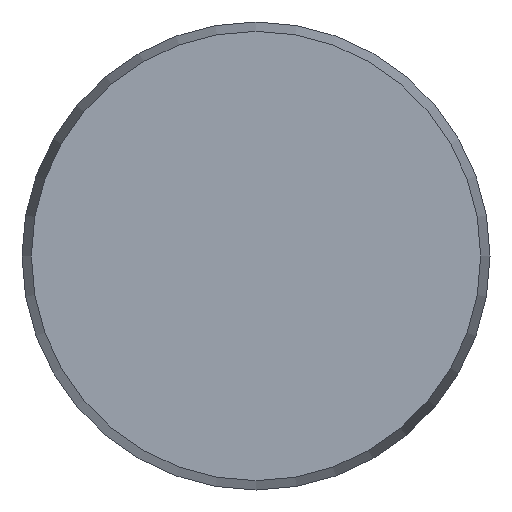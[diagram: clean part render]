
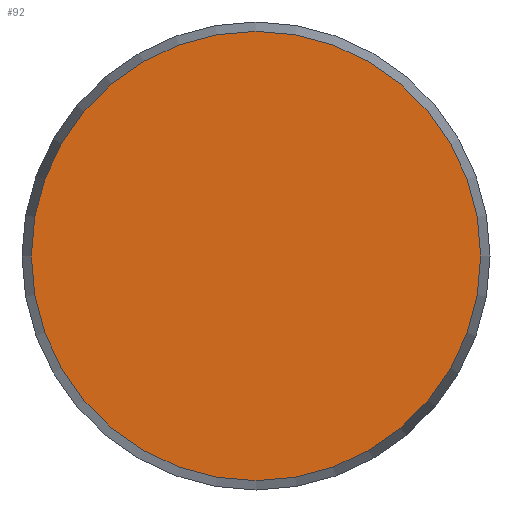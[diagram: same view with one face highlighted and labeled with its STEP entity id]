
A CAD part, front view. The second image highlights one B-rep face of the part: STEP entity #92.
In plain terms, the highlighted planar face has unit normal (0, -1, 0).
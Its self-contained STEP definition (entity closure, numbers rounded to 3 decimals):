
#92 = ADVANCED_FACE( '', ( #223 ), #224, .F. );
#223 = FACE_OUTER_BOUND( '', #400, .T. );
#224 = PLANE( '', #401 );
#400 = EDGE_LOOP( '', ( #610 ) );
#401 = AXIS2_PLACEMENT_3D( '', #611, #612, #613 );
#610 = ORIENTED_EDGE( '', *, *, #995, .T. );
#611 = CARTESIAN_POINT( '', ( 24., 0., 0. ) );
#612 = DIRECTION( '', ( 0., 1., 0. ) );
#613 = DIRECTION( '', ( 0., 0., 1. ) );
#995 = EDGE_CURVE( '', #1176, #1176, #1177, .T. );
#1176 = VERTEX_POINT( '', #1466 );
#1177 = CIRCLE( '', #1467, 24. );
#1466 = CARTESIAN_POINT( '', ( 0., 0., -24. ) );
#1467 = AXIS2_PLACEMENT_3D( '', #1782, #1783, #1784 );
#1782 = CARTESIAN_POINT( '', ( 0., 0., 0. ) );
#1783 = DIRECTION( '', ( 0., -1., 0. ) );
#1784 = DIRECTION( '', ( 0., 0., -1. ) );
